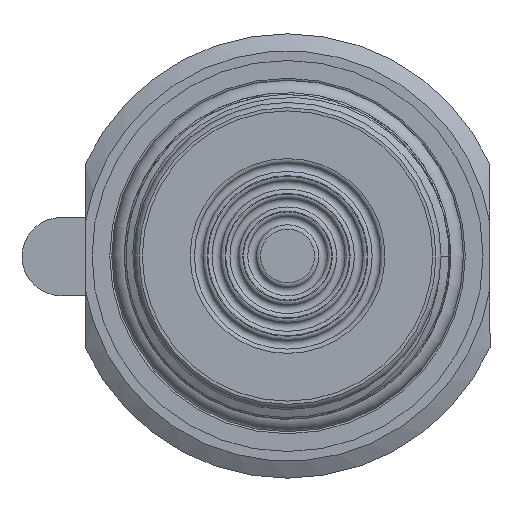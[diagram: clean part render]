
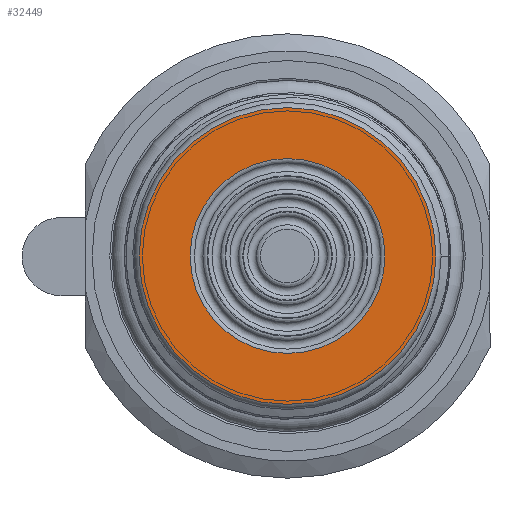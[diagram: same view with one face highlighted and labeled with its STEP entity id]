
A CAD part, left-side view. The second image highlights one B-rep face of the part: STEP entity #32449.
In plain terms, the highlighted planar face has unit normal (-1, 0, 0).
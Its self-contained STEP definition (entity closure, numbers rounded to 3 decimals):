
#786=FACE_BOUND('',#5393,.T.);
#1812=PLANE('',#34608);
#3516=FACE_OUTER_BOUND('',#5392,.T.);
#5392=EDGE_LOOP('',(#30349));
#5393=EDGE_LOOP('',(#30350));
#6076=CIRCLE('',#34609,15.025);
#6077=CIRCLE('',#34610,9.866);
#16224=VERTEX_POINT('',#89501);
#16225=VERTEX_POINT('',#89503);
#20941=EDGE_CURVE('',#16224,#16224,#6076,.T.);
#20942=EDGE_CURVE('',#16225,#16225,#6077,.T.);
#30349=ORIENTED_EDGE('',*,*,#20941,.F.);
#30350=ORIENTED_EDGE('',*,*,#20942,.T.);
#32449=ADVANCED_FACE('',(#3516,#786),#1812,.T.);
#34608=AXIS2_PLACEMENT_3D('',#89500,#41815,#41816);
#34609=AXIS2_PLACEMENT_3D('',#89502,#41817,#41818);
#34610=AXIS2_PLACEMENT_3D('',#89504,#41819,#41820);
#41815=DIRECTION('center_axis',(-1.,0.,0.));
#41816=DIRECTION('ref_axis',(0.,0.,1.));
#41817=DIRECTION('center_axis',(1.,0.,0.));
#41818=DIRECTION('ref_axis',(0.,0.,-1.));
#41819=DIRECTION('center_axis',(1.,0.,0.));
#41820=DIRECTION('ref_axis',(0.,0.,-1.));
#89500=CARTESIAN_POINT('Origin',(0.,15.025,0.));
#89501=CARTESIAN_POINT('',(0.,-15.025,0.));
#89502=CARTESIAN_POINT('Origin',(0.,0.,0.));
#89503=CARTESIAN_POINT('',(0.,0.,9.866));
#89504=CARTESIAN_POINT('Origin',(0.,0.,0.));
